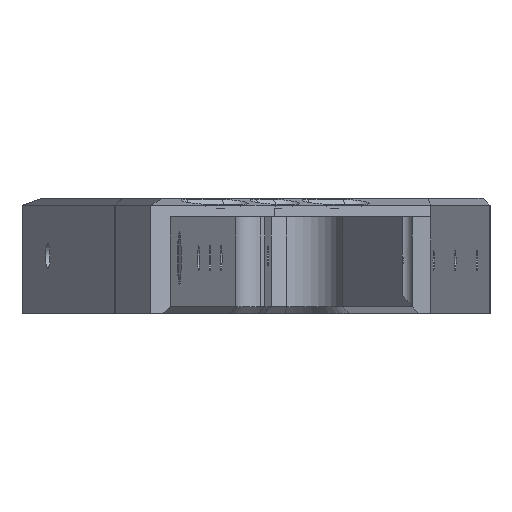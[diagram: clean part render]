
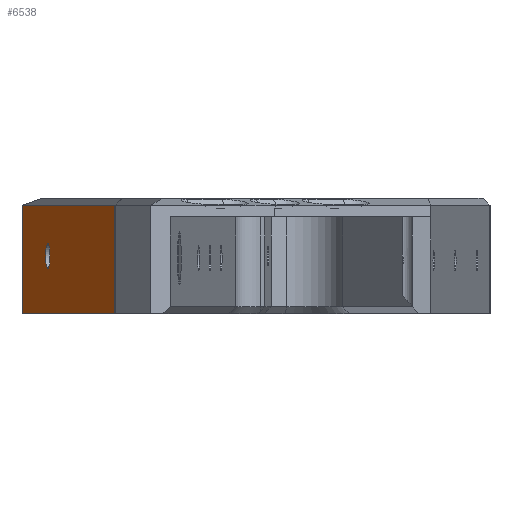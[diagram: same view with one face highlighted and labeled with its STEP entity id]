
A CAD part, left-side view. The second image highlights one B-rep face of the part: STEP entity #6538.
In plain terms, the highlighted planar face has unit normal (-0.174, 0.985, 0).
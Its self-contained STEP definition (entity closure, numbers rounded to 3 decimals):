
#127=FACE_BOUND('',#1465,.T.);
#128=FACE_BOUND('',#1466,.T.);
#543=CIRCLE('',#7189,2.75);
#556=CIRCLE('',#7218,2.1);
#1023=FACE_OUTER_BOUND('',#1464,.T.);
#1464=EDGE_LOOP('',(#6010,#6011,#6012,#6013));
#1465=EDGE_LOOP('',(#6014));
#1466=EDGE_LOOP('',(#6015));
#1606=LINE('',#9781,#2197);
#1958=LINE('',#11266,#2549);
#1966=LINE('',#11288,#2557);
#2051=LINE('',#11542,#2642);
#2197=VECTOR('',#7766,10.);
#2549=VECTOR('',#8830,10.);
#2557=VECTOR('',#8856,10.);
#2642=VECTOR('',#9151,10.);
#2911=VERTEX_POINT('',#9778);
#2912=VERTEX_POINT('',#9780);
#2969=VERTEX_POINT('',#10210);
#3154=VERTEX_POINT('',#11284);
#3199=VERTEX_POINT('',#11480);
#3212=VERTEX_POINT('',#11538);
#3512=EDGE_CURVE('',#2912,#2911,#1606,.T.);
#4004=EDGE_CURVE('',#2969,#2912,#1958,.T.);
#4015=EDGE_CURVE('',#3154,#2969,#1966,.T.);
#4109=EDGE_CURVE('',#3199,#3199,#543,.T.);
#4138=EDGE_CURVE('',#3212,#3212,#556,.T.);
#4140=EDGE_CURVE('',#2911,#3154,#2051,.T.);
#6010=ORIENTED_EDGE('',*,*,#4015,.T.);
#6011=ORIENTED_EDGE('',*,*,#4004,.T.);
#6012=ORIENTED_EDGE('',*,*,#3512,.T.);
#6013=ORIENTED_EDGE('',*,*,#4140,.T.);
#6014=ORIENTED_EDGE('',*,*,#4138,.F.);
#6015=ORIENTED_EDGE('',*,*,#4109,.F.);
#6165=PLANE('',#7230);
#6538=ADVANCED_FACE('',(#1023,#127,#128),#6165,.F.);
#7189=AXIS2_PLACEMENT_3D('',#11481,#9072,#9073);
#7218=AXIS2_PLACEMENT_3D('',#11539,#9146,#9147);
#7230=AXIS2_PLACEMENT_3D('',#11560,#9178,#9179);
#7766=DIRECTION('',(-0.985,-0.174,0.));
#8830=DIRECTION('',(0.,0.,-1.));
#8856=DIRECTION('',(0.985,0.174,0.));
#9072=DIRECTION('center_axis',(-0.174,0.985,0.));
#9073=DIRECTION('ref_axis',(0.,0.,
-1.));
#9146=DIRECTION('center_axis',(-0.174,0.985,0.));
#9147=DIRECTION('ref_axis',(0.,0.,
-1.));
#9151=DIRECTION('',(0.,0.,1.));
#9178=DIRECTION('center_axis',(0.174,-0.985,0.));
#9179=DIRECTION('ref_axis',(-0.985,-0.174,0.));
#9778=CARTESIAN_POINT('',(155.189,2.92,293.76));
#9780=CARTESIAN_POINT('',(408.613,47.605,293.76));
#9781=CARTESIAN_POINT('',(153.63,2.645,293.76));
#10210=CARTESIAN_POINT('',(408.613,47.605,317.26));
#11266=CARTESIAN_POINT('',(408.613,47.605,318.76));
#11284=CARTESIAN_POINT('',(155.189,2.92,317.26));
#11288=CARTESIAN_POINT('',(206.922,12.042,317.26));
#11480=CARTESIAN_POINT('',(376.902,42.014,309.01));
#11481=CARTESIAN_POINT('Origin',(376.902,42.014,306.26));
#11538=CARTESIAN_POINT('',(189.788,9.02,308.36));
#11539=CARTESIAN_POINT('Origin',(189.788,9.02,306.26));
#11542=CARTESIAN_POINT('',(155.189,2.92,318.76));
#11560=CARTESIAN_POINT('Origin',(408.613,47.605,318.76));
